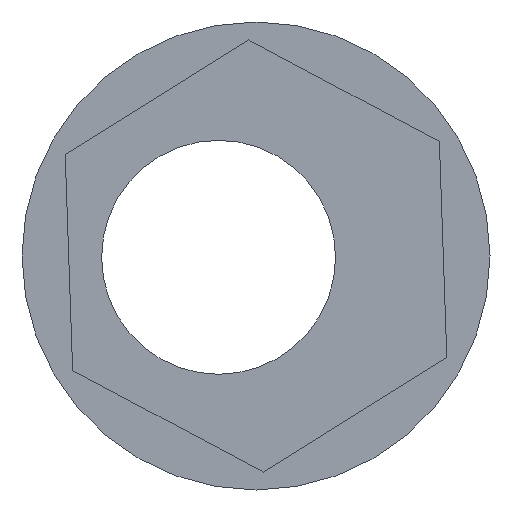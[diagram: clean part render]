
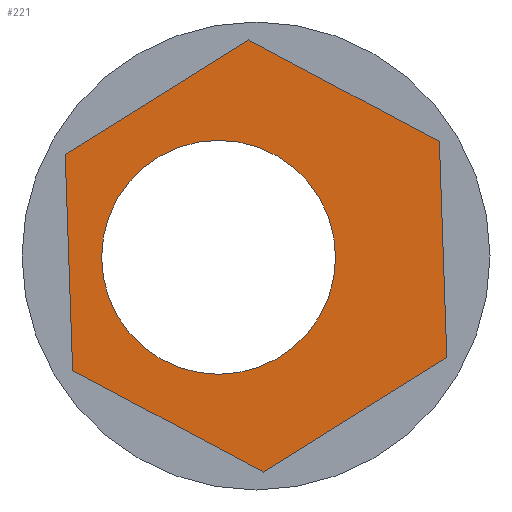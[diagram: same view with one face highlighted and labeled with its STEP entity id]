
A CAD part, front view. The second image highlights one B-rep face of the part: STEP entity #221.
In plain terms, the highlighted planar face has unit normal (0, -1, 0).
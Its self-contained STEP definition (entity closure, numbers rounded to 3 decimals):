
#18=FACE_BOUND('',#58,.T.);
#28=PLANE('',#254);
#41=FACE_OUTER_BOUND('',#57,.T.);
#57=EDGE_LOOP('',(#199,#200,#201,#202,#203,#204));
#58=EDGE_LOOP('',(#205));
#69=LINE('',#354,#90);
#71=LINE('',#358,#92);
#73=LINE('',#362,#94);
#75=LINE('',#366,#96);
#77=LINE('',#370,#98);
#79=LINE('',#373,#100);
#90=VECTOR('',#293,10.);
#92=VECTOR('',#297,10.);
#94=VECTOR('',#301,10.);
#96=VECTOR('',#305,10.);
#98=VECTOR('',#309,10.);
#100=VECTOR('',#313,10.);
#104=CIRCLE('',#241,2.5);
#110=VERTEX_POINT('',#326);
#119=VERTEX_POINT('',#351);
#120=VERTEX_POINT('',#353);
#121=VERTEX_POINT('',#357);
#122=VERTEX_POINT('',#361);
#123=VERTEX_POINT('',#365);
#124=VERTEX_POINT('',#369);
#130=EDGE_CURVE('',#110,#110,#104,.T.);
#141=EDGE_CURVE('',#120,#119,#69,.T.);
#143=EDGE_CURVE('',#121,#120,#71,.T.);
#145=EDGE_CURVE('',#122,#121,#73,.T.);
#147=EDGE_CURVE('',#123,#122,#75,.T.);
#149=EDGE_CURVE('',#124,#123,#77,.T.);
#151=EDGE_CURVE('',#119,#124,#79,.T.);
#199=ORIENTED_EDGE('',*,*,#151,.T.);
#200=ORIENTED_EDGE('',*,*,#149,.T.);
#201=ORIENTED_EDGE('',*,*,#147,.T.);
#202=ORIENTED_EDGE('',*,*,#145,.T.);
#203=ORIENTED_EDGE('',*,*,#143,.T.);
#204=ORIENTED_EDGE('',*,*,#141,.T.);
#205=ORIENTED_EDGE('',*,*,#130,.T.);
#221=ADVANCED_FACE('',(#41,#18),#28,.F.);
#241=AXIS2_PLACEMENT_3D('',#328,#269,#270);
#254=AXIS2_PLACEMENT_3D('',#374,#314,#315);
#269=DIRECTION('center_axis',(0.,1.,0.));
#270=DIRECTION('ref_axis',(1.,0.,0.));
#293=DIRECTION('',(0.848,0.,0.53));
#297=DIRECTION('',(0.883,0.,-0.47));
#301=DIRECTION('',(0.034,0.,-0.999));
#305=DIRECTION('',(-0.848,0.,-0.53));
#309=DIRECTION('',(-0.883,0.,0.47));
#313=DIRECTION('',(-0.034,0.,0.999));
#314=DIRECTION('center_axis',(0.,1.,0.));
#315=DIRECTION('ref_axis',(1.,0.,0.));
#326=CARTESIAN_POINT('',(31.599,-5.,-1.598));
#328=CARTESIAN_POINT('Origin',(34.099,-5.,-1.598));
#351=CARTESIAN_POINT('',(38.975,-5.,-3.74));
#353=CARTESIAN_POINT('',(35.057,-5.,-6.186));
#354=CARTESIAN_POINT('',(38.975,-5.,-3.74));
#357=CARTESIAN_POINT('',(30.98,-5.,-4.016));
#358=CARTESIAN_POINT('',(35.057,-5.,-6.186));
#361=CARTESIAN_POINT('',(30.821,-5.,0.6));
#362=CARTESIAN_POINT('',(30.98,-5.,-4.016));
#365=CARTESIAN_POINT('',(34.739,-5.,3.046));
#366=CARTESIAN_POINT('',(30.821,-5.,0.6));
#369=CARTESIAN_POINT('',(38.816,-5.,0.876));
#370=CARTESIAN_POINT('',(34.739,-5.,3.046));
#373=CARTESIAN_POINT('',(38.816,-5.,0.876));
#374=CARTESIAN_POINT('Origin',(34.898,-5.,-1.57));
